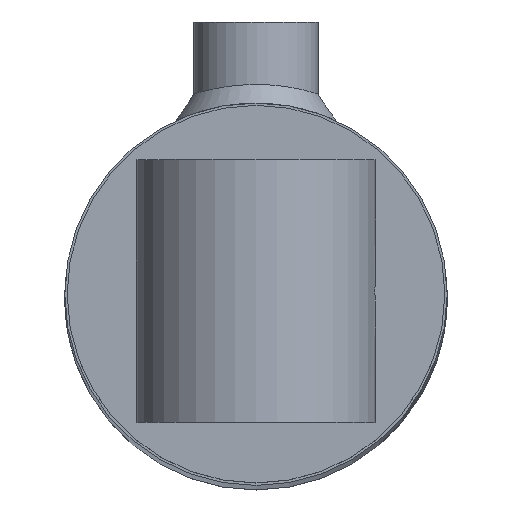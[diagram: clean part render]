
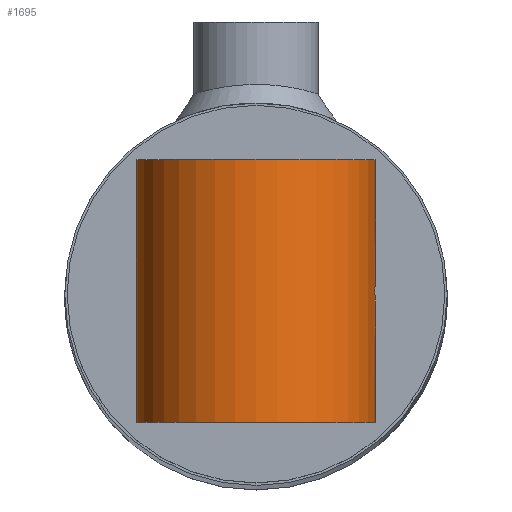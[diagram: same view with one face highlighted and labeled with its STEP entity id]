
A CAD part, top view. The second image highlights one B-rep face of the part: STEP entity #1695.
In plain terms, the highlighted cylindrical face has radius 25 mm (diameter 50 mm), a full revolution.
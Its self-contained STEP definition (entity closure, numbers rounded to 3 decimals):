
#230=CIRCLE('',#2065,25.);
#231=CIRCLE('',#2066,25.);
#313=LINE('',#5527,#378);
#378=VECTOR('',#2564,25.);
#419=FACE_BOUND('',#664,.T.);
#521=FACE_OUTER_BOUND('',#663,.T.);
#663=EDGE_LOOP('',(#1518,#1519,#1520,#1521));
#664=EDGE_LOOP('',(#1522,#1523));
#720=B_SPLINE_CURVE_WITH_KNOTS('',3,(#5437,#5438,#5439,#5440,#5441,#5442,
#5443,#5444,#5445,#5446,#5447,#5448,#5449,#5450,#5451,#5452,#5453,#5454),
 .UNSPECIFIED.,.F.,.F.,(4,2,2,2,2,2,2,2,4),(0.371,0.463,
0.556,0.649,0.741,0.834,
0.927,1.019,1.112),.UNSPECIFIED.);
#721=B_SPLINE_CURVE_WITH_KNOTS('',3,(#5455,#5456,#5457,#5458,#5459,#5460,
#5461,#5462,#5463,#5464,#5465,#5466,#5467,#5468,#5469,#5470,#5471,#5472,
#5473),.UNSPECIFIED.,.F.,.F.,(4,2,2,2,3,2,2,2,4),(1.112,1.205,
1.297,1.39,1.483,1.575,1.668,
1.761,1.853),.UNSPECIFIED.);
#859=VERTEX_POINT('',#5435);
#860=VERTEX_POINT('',#5436);
#866=VERTEX_POINT('',#5524);
#867=VERTEX_POINT('',#5526);
#1076=EDGE_CURVE('',#859,#860,#720,.T.);
#1077=EDGE_CURVE('',#860,#859,#721,.T.);
#1086=EDGE_CURVE('',#866,#866,#230,.T.);
#1087=EDGE_CURVE('',#866,#867,#313,.T.);
#1088=EDGE_CURVE('',#867,#867,#231,.T.);
#1518=ORIENTED_EDGE('',*,*,#1086,.F.);
#1519=ORIENTED_EDGE('',*,*,#1087,.T.);
#1520=ORIENTED_EDGE('',*,*,#1088,.T.);
#1521=ORIENTED_EDGE('',*,*,#1087,.F.);
#1522=ORIENTED_EDGE('',*,*,#1076,.T.);
#1523=ORIENTED_EDGE('',*,*,#1077,.T.);
#1595=CYLINDRICAL_SURFACE('',#2064,25.);
#1695=ADVANCED_FACE('',(#521,#419),#1595,.T.);
#2064=AXIS2_PLACEMENT_3D('',#5523,#2560,#2561);
#2065=AXIS2_PLACEMENT_3D('',#5525,#2562,#2563);
#2066=AXIS2_PLACEMENT_3D('',#5528,#2565,#2566);
#2560=DIRECTION('center_axis',(1.,0.,0.));
#2561=DIRECTION('ref_axis',(0.,1.,0.));
#2562=DIRECTION('center_axis',(1.,0.,0.));
#2563=DIRECTION('ref_axis',(0.,1.,0.));
#2564=DIRECTION('',(-1.,0.,0.));
#2565=DIRECTION('center_axis',(1.,0.,0.));
#2566=DIRECTION('ref_axis',(0.,1.,0.));
#5435=CARTESIAN_POINT('',(25.042,25.,0.));
#5436=CARTESIAN_POINT('',(29.959,25.,0.));
#5437=CARTESIAN_POINT('Ctrl Pts',(25.042,25.,0.));
#5438=CARTESIAN_POINT('Ctrl Pts',(25.042,25.,-0.309));
#5439=CARTESIAN_POINT('Ctrl Pts',(25.103,24.994,-0.638));
#5440=CARTESIAN_POINT('Ctrl Pts',(25.354,24.971,-1.244));
#5441=CARTESIAN_POINT('Ctrl Pts',(25.543,24.955,-1.52));
#5442=CARTESIAN_POINT('Ctrl Pts',(25.98,24.924,-1.957));
#5443=CARTESIAN_POINT('Ctrl Pts',(26.256,24.908,-2.146));
#5444=CARTESIAN_POINT('Ctrl Pts',(26.862,24.885,-2.397));
#5445=CARTESIAN_POINT('Ctrl Pts',(27.191,24.879,-2.459));
#5446=CARTESIAN_POINT('Ctrl Pts',(27.809,24.879,-2.459));
#5447=CARTESIAN_POINT('Ctrl Pts',(28.138,24.885,-2.397));
#5448=CARTESIAN_POINT('Ctrl Pts',(28.744,24.908,-2.146));
#5449=CARTESIAN_POINT('Ctrl Pts',(29.02,24.924,-1.957));
#5450=CARTESIAN_POINT('Ctrl Pts',(29.457,24.955,-1.52));
#5451=CARTESIAN_POINT('Ctrl Pts',(29.646,24.971,-1.244));
#5452=CARTESIAN_POINT('Ctrl Pts',(29.897,24.994,-0.638));
#5453=CARTESIAN_POINT('Ctrl Pts',(29.959,25.,-0.309));
#5454=CARTESIAN_POINT('Ctrl Pts',(29.959,25.,0.));
#5455=CARTESIAN_POINT('Ctrl Pts',(29.959,25.,0.));
#5456=CARTESIAN_POINT('Ctrl Pts',(29.959,25.,0.309));
#5457=CARTESIAN_POINT('Ctrl Pts',(29.897,24.994,0.638));
#5458=CARTESIAN_POINT('Ctrl Pts',(29.646,24.971,1.244));
#5459=CARTESIAN_POINT('Ctrl Pts',(29.457,24.955,1.52));
#5460=CARTESIAN_POINT('Ctrl Pts',(29.02,24.924,1.957));
#5461=CARTESIAN_POINT('Ctrl Pts',(28.744,24.908,2.146));
#5462=CARTESIAN_POINT('Ctrl Pts',(28.138,24.885,2.397));
#5463=CARTESIAN_POINT('Ctrl Pts',(27.809,24.879,2.459));
#5464=CARTESIAN_POINT('Ctrl Pts',(27.5,24.879,2.459));
#5465=CARTESIAN_POINT('Ctrl Pts',(27.191,24.879,2.459));
#5466=CARTESIAN_POINT('Ctrl Pts',(26.862,24.885,2.397));
#5467=CARTESIAN_POINT('Ctrl Pts',(26.256,24.908,2.146));
#5468=CARTESIAN_POINT('Ctrl Pts',(25.98,24.924,1.957));
#5469=CARTESIAN_POINT('Ctrl Pts',(25.543,24.955,1.52));
#5470=CARTESIAN_POINT('Ctrl Pts',(25.354,24.971,1.244));
#5471=CARTESIAN_POINT('Ctrl Pts',(25.103,24.994,0.638));
#5472=CARTESIAN_POINT('Ctrl Pts',(25.042,25.,0.309));
#5473=CARTESIAN_POINT('Ctrl Pts',(25.042,25.,0.));
#5523=CARTESIAN_POINT('Origin',(0.,0.,0.));
#5524=CARTESIAN_POINT('',(55.,-25.,0.));
#5525=CARTESIAN_POINT('Origin',(55.,0.,0.));
#5526=CARTESIAN_POINT('',(0.,-25.,0.));
#5527=CARTESIAN_POINT('',(0.,-25.,0.));
#5528=CARTESIAN_POINT('Origin',(0.,0.,0.));
